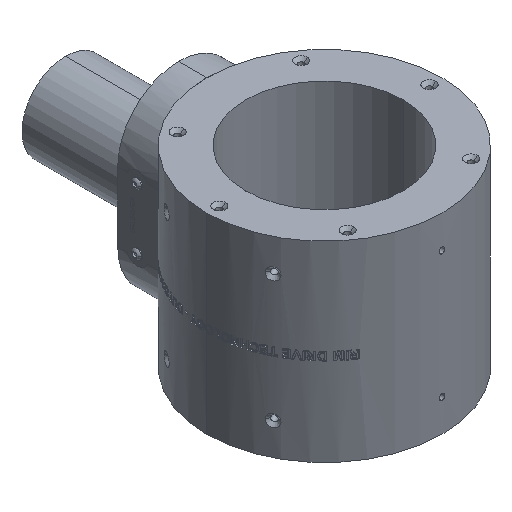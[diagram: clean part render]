
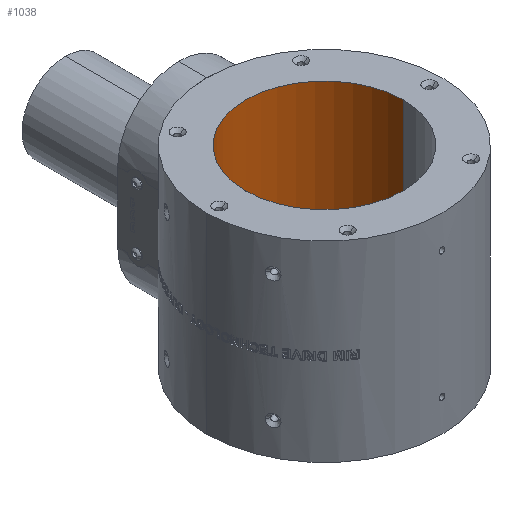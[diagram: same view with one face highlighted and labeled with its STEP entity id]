
A CAD part, isometric view. The second image highlights one B-rep face of the part: STEP entity #1038.
In plain terms, the highlighted cylindrical face has radius 45.25 mm (diameter 90.5 mm), a partial arc.
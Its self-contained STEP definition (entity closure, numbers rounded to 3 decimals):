
#663 = ORIENTED_EDGE ( 'NONE', *, *, #42270, .F. ) ;
#1038 = ADVANCED_FACE ( 'NONE', ( #5013 ), #15553, .F. ) ;
#1229 = DIRECTION ( 'NONE',  ( 0., 0., -1. ) ) ;
#5013 = FACE_OUTER_BOUND ( 'NONE', #11841, .T. ) ;
#7241 = ORIENTED_EDGE ( 'NONE', *, *, #28162, .T. ) ;
#9210 = AXIS2_PLACEMENT_3D ( 'NONE', #25888, #23375, #19504 ) ;
#9555 = VECTOR ( 'NONE', #14152, 1000. ) ;
#10929 = ORIENTED_EDGE ( 'NONE', *, *, #21105, .F. ) ;
#11140 = DIRECTION ( 'NONE',  ( 0., -1., 0. ) ) ;
#11841 = EDGE_LOOP ( 'NONE', ( #10929, #39475, #7241, #663 ) ) ;
#12229 = VERTEX_POINT ( 'NONE', #32155 ) ;
#12451 = VERTEX_POINT ( 'NONE', #17461 ) ;
#12870 = AXIS2_PLACEMENT_3D ( 'NONE', #24897, #38391, #11140 ) ;
#13937 = LINE ( 'NONE', #34537, #9555 ) ;
#14152 = DIRECTION ( 'NONE',  ( 0., 0., -1. ) ) ;
#15553 = CYLINDRICAL_SURFACE ( 'NONE', #39166, 45.25 ) ;
#17461 = CARTESIAN_POINT ( 'NONE',  ( 41.789, 93.685, 94.456 ) ) ;
#18736 = CIRCLE ( 'NONE', #9210, 45.25 ) ;
#19504 = DIRECTION ( 'NONE',  ( -1., 0., 0. ) ) ;
#21105 = EDGE_CURVE ( 'NONE', #28279, #21262, #13937, .T. ) ;
#21174 = CARTESIAN_POINT ( 'NONE',  ( 41.789, 93.685, 380.405 ) ) ;
#21262 = VERTEX_POINT ( 'NONE', #23507 ) ;
#23375 = DIRECTION ( 'NONE',  ( 0., 0., -1. ) ) ;
#23507 = CARTESIAN_POINT ( 'NONE',  ( 132.289, 93.685, 94.456 ) ) ;
#24897 = CARTESIAN_POINT ( 'NONE',  ( 87.039, 93.685, 94.456 ) ) ;
#25888 = CARTESIAN_POINT ( 'NONE',  ( 87.039, 93.685, 189.486 ) ) ;
#28162 = EDGE_CURVE ( 'NONE', #12229, #12451, #31687, .T. ) ;
#28279 = VERTEX_POINT ( 'NONE', #43368 ) ;
#31687 = LINE ( 'NONE', #21174, #40987 ) ;
#31884 = CIRCLE ( 'NONE', #12870, 45.25 ) ;
#32155 = CARTESIAN_POINT ( 'NONE',  ( 41.789, 93.685, 189.486 ) ) ;
#34537 = CARTESIAN_POINT ( 'NONE',  ( 132.289, 93.685, 380.405 ) ) ;
#38391 = DIRECTION ( 'NONE',  ( 0., 0., 1. ) ) ;
#39166 = AXIS2_PLACEMENT_3D ( 'NONE', #40061, #39593, #43491 ) ;
#39475 = ORIENTED_EDGE ( 'NONE', *, *, #41836, .F. ) ;
#39593 = DIRECTION ( 'NONE',  ( 0., 0., -1. ) ) ;
#40061 = CARTESIAN_POINT ( 'NONE',  ( 87.039, 93.685, 380.405 ) ) ;
#40987 = VECTOR ( 'NONE', #1229, 1000. ) ;
#41836 = EDGE_CURVE ( 'NONE', #12229, #28279, #18736, .T. ) ;
#42270 = EDGE_CURVE ( 'NONE', #21262, #12451, #31884, .T. ) ;
#43368 = CARTESIAN_POINT ( 'NONE',  ( 132.289, 93.685, 189.486 ) ) ;
#43491 = DIRECTION ( 'NONE',  ( -1., 0., 0. ) ) ;
